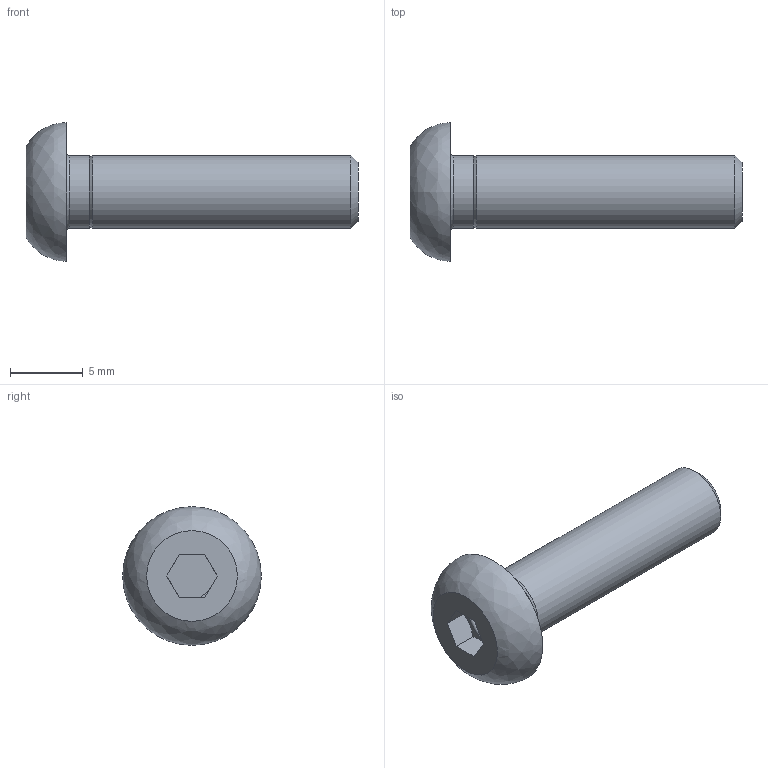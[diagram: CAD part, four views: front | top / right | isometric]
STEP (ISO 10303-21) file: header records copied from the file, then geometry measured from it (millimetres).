
FILE_DESCRIPTION(/* description */ ('VITE TBEI 7380 10.9 5X20 ZN'),/* implementation_level */ '2;1');
FILE_NAME(/* name */ 'Vite TBEI UNI 7380-M5x20 FE 310-0.stp',/* time_stamp */ '2022-11-21T09:33:20+01:00',/* author */ ('tecnico7'),/* organization */ (''),/* preprocessor_version */ 'ST-DEVELOPER v18.1',/* originating_system */ 'Autodesk Inventor 2022',/* authorisation */ '');
FILE_SCHEMA (('AUTOMOTIVE_DESIGN { 1 0 10303 214 3 1 1 }'));
Length unit declared in the file: millimetre
Products named in the file (1): Vite TBEI UNI 7380-M5x20 FE 310-0
Bounding box: 22.75 x 9.5 x 9.5 mm (x, y, z)
Volume: 535.1 mm3; surface area: 518.5 mm2
Topology: 1 solids, 1 shells, 17 faces, 36 edges, 23 vertices
Faces by surface type: plane 10, cone 3, cylinder 2, bspline 1, torus 1
Full cylindrical faces by diameter (mm): 5 x2
Entity records: 512 total; most frequent: CARTESIAN_POINT 114, DIRECTION 75, ORIENTED_EDGE 70, EDGE_CURVE 35, AXIS2_PLACEMENT_3D 29, VERTEX_POINT 23, EDGE_LOOP 20, FACE_OUTER_BOUND 17
